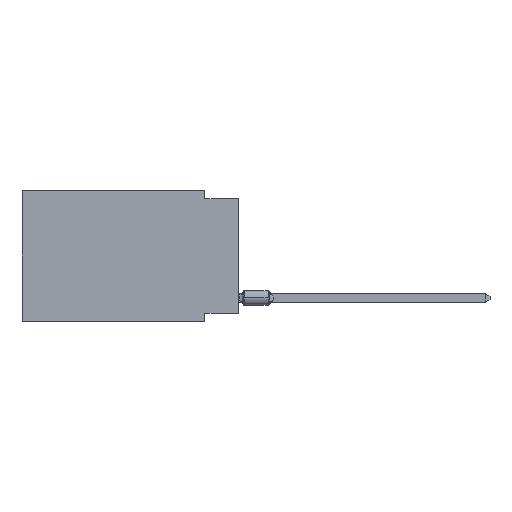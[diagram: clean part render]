
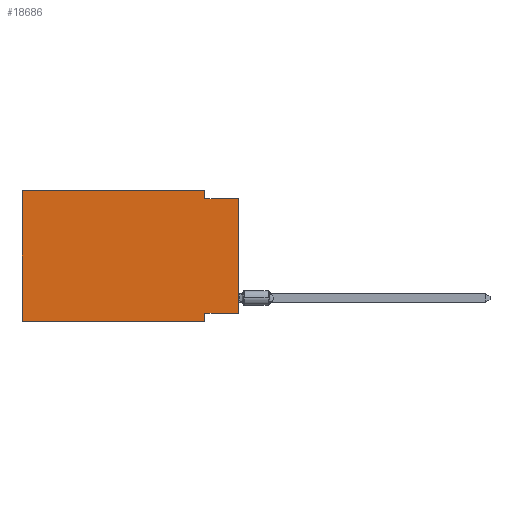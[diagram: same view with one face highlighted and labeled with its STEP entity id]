
A CAD part, left-side view. The second image highlights one B-rep face of the part: STEP entity #18686.
In plain terms, the highlighted planar face has unit normal (-1, 0, 0).
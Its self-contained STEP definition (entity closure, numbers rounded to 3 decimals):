
#715 = VERTEX_POINT ( 'NONE', #13242 ) ;
#878 = CARTESIAN_POINT ( 'NONE',  ( 0., 0., 0. ) ) ;
#986 = EDGE_CURVE ( 'NONE', #24749, #7968, #18232, .T. ) ;
#1669 = EDGE_CURVE ( 'NONE', #7968, #11546, #23565, .T. ) ;
#1888 = CARTESIAN_POINT ( 'NONE',  ( 0., 0., -0.635 ) ) ;
#3029 = ORIENTED_EDGE ( 'NONE', *, *, #17960, .F. ) ;
#3886 = VECTOR ( 'NONE', #11032, 1000. ) ;
#3969 = VERTEX_POINT ( 'NONE', #17216 ) ;
#4651 = VECTOR ( 'NONE', #29355, 1000. ) ;
#4985 = ORIENTED_EDGE ( 'NONE', *, *, #15922, .F. ) ;
#5350 = ORIENTED_EDGE ( 'NONE', *, *, #18787, .F. ) ;
#6297 = EDGE_CURVE ( 'NONE', #7997, #715, #17300, .T. ) ;
#6549 = LINE ( 'NONE', #1888, #27722 ) ;
#6556 = EDGE_LOOP ( 'NONE', ( #9087, #22114, #29087, #14316, #5350, #29066, #3029, #4985 ) ) ;
#6618 = DIRECTION ( 'NONE',  ( 0., 0., -1. ) ) ;
#6639 = DIRECTION ( 'NONE',  ( 0., 0., -1. ) ) ;
#7968 = VERTEX_POINT ( 'NONE', #23005 ) ;
#7997 = VERTEX_POINT ( 'NONE', #27809 ) ;
#8523 = CARTESIAN_POINT ( 'NONE',  ( 0., 16.383, 0. ) ) ;
#8649 = VECTOR ( 'NONE', #28096, 1000. ) ;
#9087 = ORIENTED_EDGE ( 'NONE', *, *, #6297, .T. ) ;
#9100 = LINE ( 'NONE', #21295, #8649 ) ;
#9126 = LINE ( 'NONE', #25499, #26621 ) ;
#9183 = DIRECTION ( 'NONE',  ( 0., -1., 0. ) ) ;
#9219 = VERTEX_POINT ( 'NONE', #20823 ) ;
#9564 = EDGE_CURVE ( 'NONE', #11546, #715, #6549, .T. ) ;
#11032 = DIRECTION ( 'NONE',  ( 0., 1., 0. ) ) ;
#11185 = CARTESIAN_POINT ( 'NONE',  ( 0., 16.383, 0. ) ) ;
#11226 = DIRECTION ( 'NONE',  ( 0., 0., -1. ) ) ;
#11452 = DIRECTION ( 'NONE',  ( 1., 0., 0. ) ) ;
#11546 = VERTEX_POINT ( 'NONE', #16220 ) ;
#12091 = VERTEX_POINT ( 'NONE', #26052 ) ;
#13242 = CARTESIAN_POINT ( 'NONE',  ( 0., 0., -0.635 ) ) ;
#14316 = ORIENTED_EDGE ( 'NONE', *, *, #986, .F. ) ;
#15748 = CARTESIAN_POINT ( 'NONE',  ( 0., 2.54, -9.906 ) ) ;
#15922 = EDGE_CURVE ( 'NONE', #7997, #9219, #24780, .T. ) ;
#16124 = CARTESIAN_POINT ( 'NONE',  ( 0., 0., -9.271 ) ) ;
#16220 = CARTESIAN_POINT ( 'NONE',  ( 0., 2.54, -0.635 ) ) ;
#16337 = EDGE_CURVE ( 'NONE', #12091, #3969, #9100, .T. ) ;
#17216 = CARTESIAN_POINT ( 'NONE',  ( 0., 2.54, -9.906 ) ) ;
#17300 = LINE ( 'NONE', #878, #4651 ) ;
#17960 = EDGE_CURVE ( 'NONE', #9219, #3969, #27811, .T. ) ;
#18232 = LINE ( 'NONE', #27649, #24940 ) ;
#18686 = ADVANCED_FACE ( 'NONE', ( #22573 ), #29691, .F. ) ;
#18787 = EDGE_CURVE ( 'NONE', #12091, #24749, #9126, .T. ) ;
#20701 = DIRECTION ( 'NONE',  ( 0., -1., 0. ) ) ;
#20823 = CARTESIAN_POINT ( 'NONE',  ( 0., 2.54, -9.271 ) ) ;
#21295 = CARTESIAN_POINT ( 'NONE',  ( 0., 16.383, -9.906 ) ) ;
#22114 = ORIENTED_EDGE ( 'NONE', *, *, #9564, .F. ) ;
#22573 = FACE_OUTER_BOUND ( 'NONE', #6556, .T. ) ;
#23005 = CARTESIAN_POINT ( 'NONE',  ( 0., 2.54, 0. ) ) ;
#23565 = LINE ( 'NONE', #25292, #25938 ) ;
#23993 = VECTOR ( 'NONE', #6618, 1000. ) ;
#24141 = AXIS2_PLACEMENT_3D ( 'NONE', #8523, #11452, #6639 ) ;
#24749 = VERTEX_POINT ( 'NONE', #11185 ) ;
#24780 = LINE ( 'NONE', #16124, #3886 ) ;
#24940 = VECTOR ( 'NONE', #20701, 1000. ) ;
#25292 = CARTESIAN_POINT ( 'NONE',  ( 0., 2.54, 0. ) ) ;
#25499 = CARTESIAN_POINT ( 'NONE',  ( 0., 16.383, 0. ) ) ;
#25938 = VECTOR ( 'NONE', #11226, 1000. ) ;
#26052 = CARTESIAN_POINT ( 'NONE',  ( 0., 16.383, -9.906 ) ) ;
#26621 = VECTOR ( 'NONE', #30149, 1000. ) ;
#27649 = CARTESIAN_POINT ( 'NONE',  ( 0., 16.383, 0. ) ) ;
#27722 = VECTOR ( 'NONE', #9183, 1000. ) ;
#27809 = CARTESIAN_POINT ( 'NONE',  ( 0., 0., -9.271 ) ) ;
#27811 = LINE ( 'NONE', #15748, #23993 ) ;
#28096 = DIRECTION ( 'NONE',  ( 0., -1., 0. ) ) ;
#29066 = ORIENTED_EDGE ( 'NONE', *, *, #16337, .T. ) ;
#29087 = ORIENTED_EDGE ( 'NONE', *, *, #1669, .F. ) ;
#29355 = DIRECTION ( 'NONE',  ( 0., 0., 1. ) ) ;
#29691 = PLANE ( 'NONE',  #24141 ) ;
#30149 = DIRECTION ( 'NONE',  ( 0., 0., 1. ) ) ;
